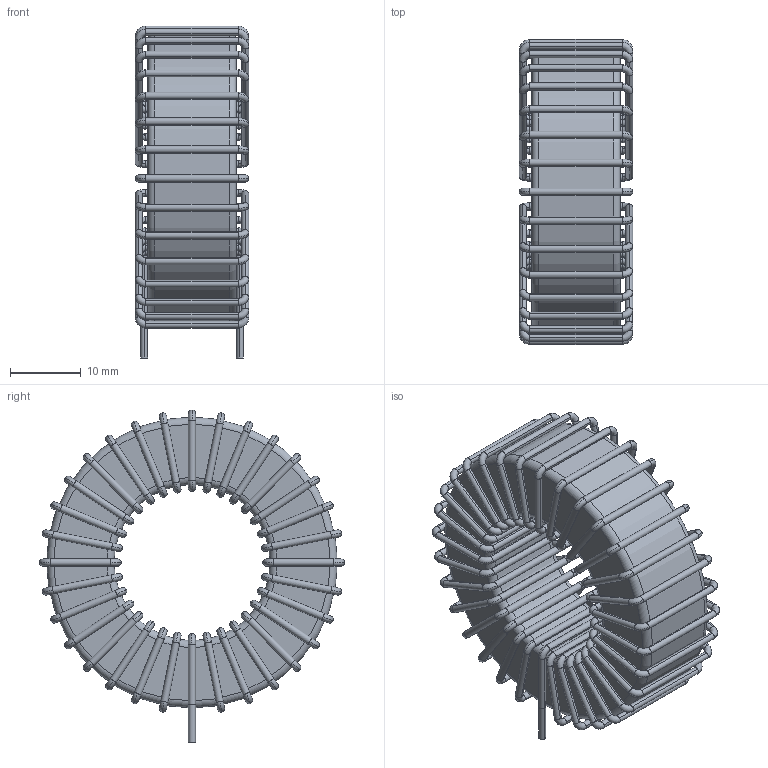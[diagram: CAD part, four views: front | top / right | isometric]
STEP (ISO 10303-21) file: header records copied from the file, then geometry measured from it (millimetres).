
FILE_DESCRIPTION((''),'2;1');
FILE_NAME('IND_MULTICOMP_MCAP115018077A-561LU.stp','2012-04-25T15:55:05',(''),(''),'Mechanical Desktop 2011','Mechanical Desktop 2011',', , ');
FILE_SCHEMA(('AUTOMOTIVE_DESIGN { 1 2 10303 214 1 1 1 1 }'));
Length unit declared in the file: millimetre
Products named in the file (1): Product
Bounding box: 16 x 43 x 46.8 mm (x, y, z)
Volume: 12899.7 mm3; surface area: 9121.4 mm2
Topology: 35 solids, 35 shells, 530 faces, 1571 edges, 1050 vertices
Faces by surface type: torus 260, cylinder 260, plane 6, bspline 4
Entity records: 18846 total; most frequent: DIRECTION 3933, CARTESIAN_POINT 3191, ORIENTED_EDGE 3140, AXIS2_PLACEMENT_3D 1835, EDGE_CURVE 1570, CIRCLE 1308, VERTEX_POINT 1048, EDGE_LOOP 532
